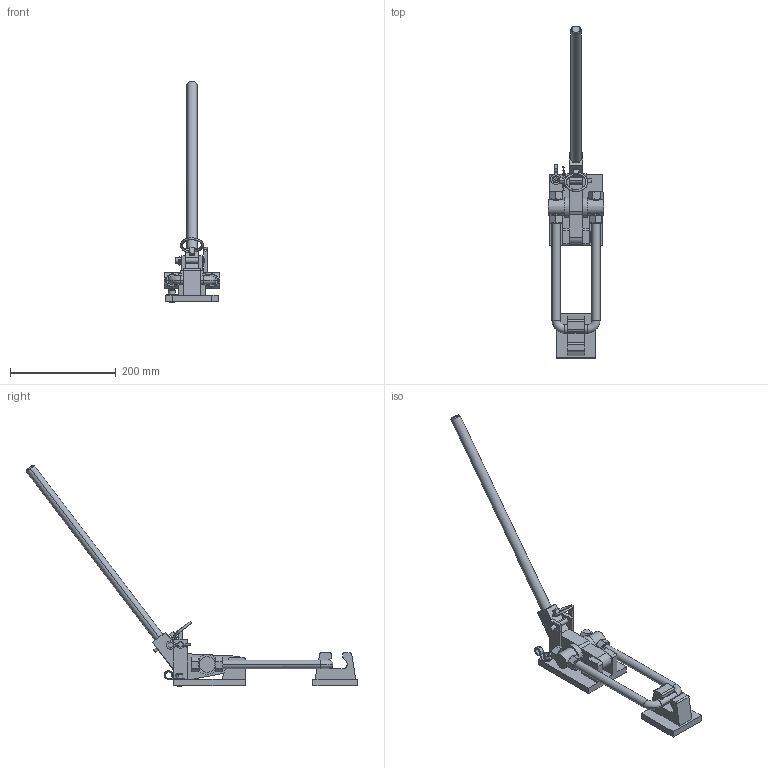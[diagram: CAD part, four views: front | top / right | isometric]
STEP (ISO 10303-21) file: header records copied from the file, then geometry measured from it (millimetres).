
FILE_DESCRIPTION((''),'2;1');
FILE_NAME('HC32.stp','2004-02-12T10:29:58',('matthew'),(''),'Autodesk Inventor (R) 6.0','Autodesk Inventor (R) 6.0','');
FILE_SCHEMA(('AUTOMOTIVE_DESIGN { 1 0 10303 214 1 1 1 1 }'));
Length unit declared in the file: millimetre
Products named in the file (10): HC32; HC321; HC322; HC323; HC324; HC325; HC326; HC327; HC328; HC329
Assembly tree (9 placements, depth 2):
  HC32
    HC321
    HC322
    HC323
    HC324
    HC325
    HC326
    HC327
    HC328
    HC329
Bounding box: 105 x 627.79 x 419.01 mm (x, y, z)
Volume: 880871.6 mm3; surface area: 200195.6 mm2
Topology: 13 solids, 15 shells, 320 faces, 837 edges, 542 vertices
Faces by surface type: plane 130, cylinder 103, cone 50, torus 24, bspline 13
Entity records: 11266 total; most frequent: CARTESIAN_POINT 3129, ORIENTED_EDGE 1686, DIRECTION 1676, EDGE_CURVE 843, AXIS2_PLACEMENT_3D 646, VERTEX_POINT 542, VECTOR 384, LINE 384
